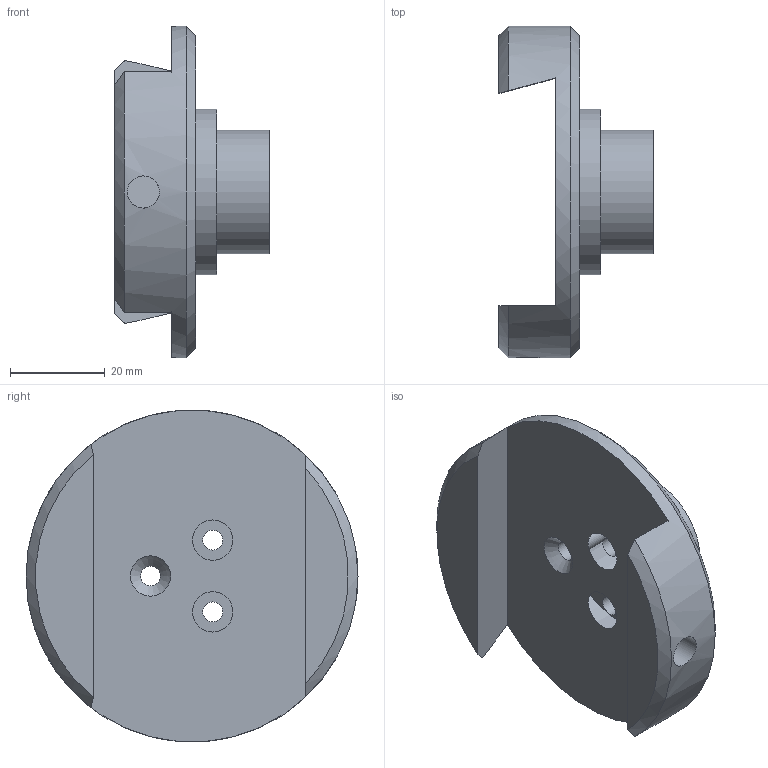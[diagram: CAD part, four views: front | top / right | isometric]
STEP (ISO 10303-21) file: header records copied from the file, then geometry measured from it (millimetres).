
FILE_DESCRIPTION(/* description */ (''),/* implementation_level */ '2;1');
FILE_NAME(/* name */ 'pince_vixen.step',/* time_stamp */ '2023-07-18T03:13:28+02:00',/* author */ (''),/* organization */ (''),/* preprocessor_version */ 'ST-DEVELOPER v19.2',/* originating_system */ 'Autodesk Translation Framework v12.6.0.85',/* authorisation */ '');
FILE_SCHEMA (('AUTOMOTIVE_DESIGN { 1 0 10303 214 3 1 1 }'));
Length unit declared in the file: millimetre
Products named in the file (5): ZM-1_v1.3; Meca; Dec; manchon; Mount
Assembly tree (4 placements, depth 4):
  ZM-1_v1.3
    Meca
      Dec
        manchon
    Mount
Bounding box: 32.5 x 70 x 70 mm (x, y, z)
Volume: 37687.2 mm3; surface area: 13495.6 mm2
Topology: 1 solids, 1 shells, 21 faces, 48 edges, 31 vertices
Faces by surface type: plane 8, cylinder 7, cone 6
Full cylindrical faces by diameter (mm): 4.2 x3, 6.779 x1, 26 x1, 35 x1, 70 x1
Entity records: 758 total; most frequent: CARTESIAN_POINT 151, DIRECTION 127, ORIENTED_EDGE 96, AXIS2_PLACEMENT_3D 55, EDGE_CURVE 48, EDGE_LOOP 31, VERTEX_POINT 31, CIRCLE 23
